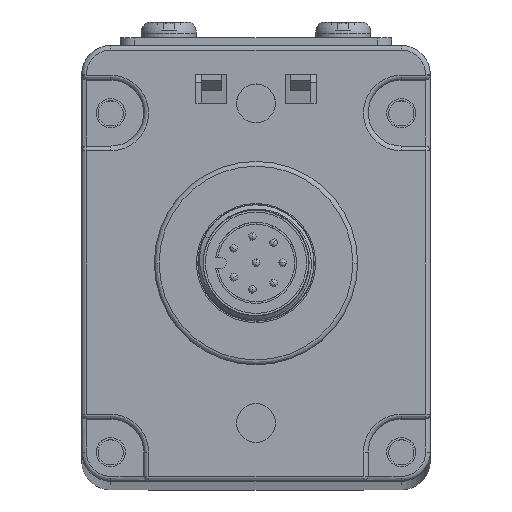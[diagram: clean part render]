
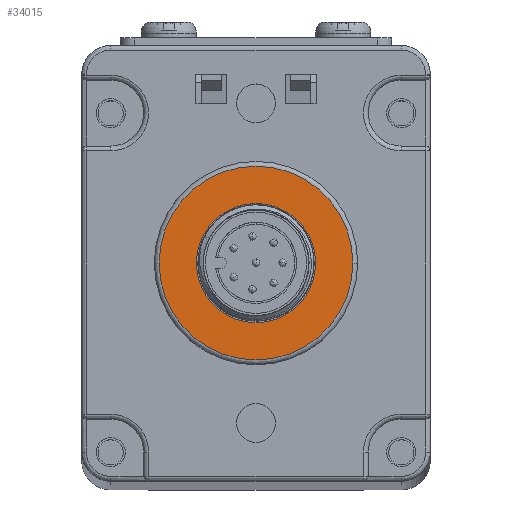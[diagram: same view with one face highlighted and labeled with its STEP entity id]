
A CAD part, top view. The second image highlights one B-rep face of the part: STEP entity #34015.
In plain terms, the highlighted planar face has unit normal (0, 0, 1).
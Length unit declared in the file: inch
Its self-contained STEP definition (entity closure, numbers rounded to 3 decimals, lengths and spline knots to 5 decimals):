
#12270=CARTESIAN_POINT('',(0.,0.88583,0.15748));
#12271=DIRECTION('',(0.,0.,1.));
#12272=DIRECTION('',(1.,0.,0.));
#12273=AXIS2_PLACEMENT_3D('',#12270,#12271,#12272);
#12285=CARTESIAN_POINT('',(0.,0.88583,0.15748));
#12286=DIRECTION('',(0.,0.,1.));
#12287=DIRECTION('',(1.,0.,0.));
#12288=AXIS2_PLACEMENT_3D('',#12285,#12286,#12287);
#12290=CARTESIAN_POINT('',(0.,0.88583,0.15748));
#12291=DIRECTION('',(0.,0.,1.));
#12292=DIRECTION('',(-1.,0.,0.));
#12293=AXIS2_PLACEMENT_3D('',#12290,#12291,#12292);
#12295=CARTESIAN_POINT('',(0.,0.88583,0.15748));
#12296=DIRECTION('',(0.,0.,1.));
#12297=DIRECTION('',(-1.,0.,0.));
#12298=AXIS2_PLACEMENT_3D('',#12295,#12296,#12297);
#15808=CARTESIAN_POINT('',(0.24213,0.88583,
0.15748));
#15809=CARTESIAN_POINT('',(-0.24213,0.88583,
0.15748));
#15810=VERTEX_POINT('',#15808);
#15811=VERTEX_POINT('',#15809);
#16092=CARTESIAN_POINT('',(0.3937,0.88583,
0.15748));
#16093=CARTESIAN_POINT('',(-0.3937,0.88583,
0.15748));
#16094=VERTEX_POINT('',#16092);
#16095=VERTEX_POINT('',#16093);
#33999=CARTESIAN_POINT('',(0.,0.,0.15748));
#34000=DIRECTION('',(0.,0.,1.));
#34001=DIRECTION('',(1.,0.,0.));
#34002=AXIS2_PLACEMENT_3D('',#33999,#34000,#34001);
#34003=PLANE('',#34002);
#34004=ORIENTED_EDGE('',*,*,#33989,.F.);
#34006=ORIENTED_EDGE('',*,*,#34005,.F.);
#34007=EDGE_LOOP('',(#34004,#34006));
#34008=FACE_OUTER_BOUND('',#34007,.F.);
#34010=ORIENTED_EDGE('',*,*,#34009,.T.);
#34012=ORIENTED_EDGE('',*,*,#34011,.T.);
#34013=EDGE_LOOP('',(#34010,#34012));
#34014=FACE_BOUND('',#34013,.F.);
#34015=ADVANCED_FACE('',(#34008,#34014),#34003,.T.);
#12274=CIRCLE('',#12273,0.3937);
#12289=CIRCLE('',#12288,0.24213);
#12294=CIRCLE('',#12293,0.24213);
#12299=CIRCLE('',#12298,0.3937);
#33989=EDGE_CURVE('',#16094,#16095,#12274,.T.);
#34005=EDGE_CURVE('',#16095,#16094,#12299,.T.);
#34009=EDGE_CURVE('',#15810,#15811,#12289,.T.);
#34011=EDGE_CURVE('',#15811,#15810,#12294,.T.);
